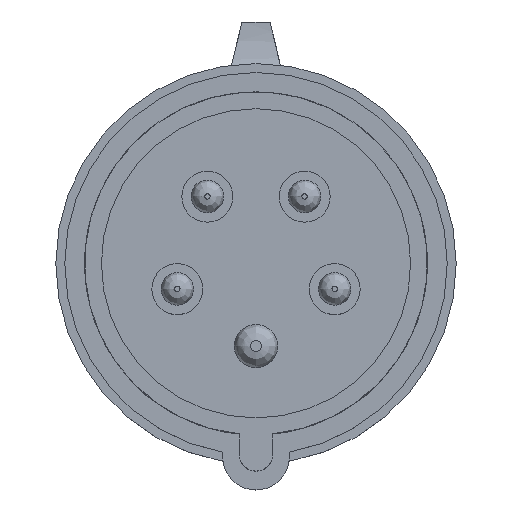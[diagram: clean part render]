
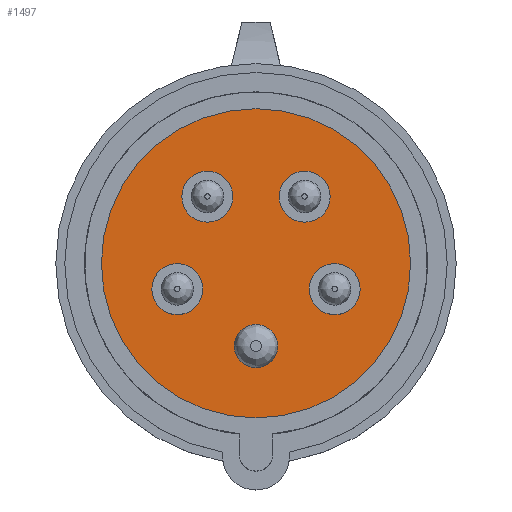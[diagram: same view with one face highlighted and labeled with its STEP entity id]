
A CAD part, top view. The second image highlights one B-rep face of the part: STEP entity #1497.
In plain terms, the highlighted planar face has unit normal (0, 0, 1).
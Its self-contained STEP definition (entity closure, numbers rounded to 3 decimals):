
#585=PLANE('',#9769);
#1019=FACE_OUTER_BOUND('',#4428,.T.);
#1497=ADVANCED_FACE('',(#1019),#585,.T.);
#4428=EDGE_LOOP('',(#6940));
#6940=ORIENTED_EDGE('',*,*,#9039,.T.);
#7785=VERTEX_POINT('',#14793);
#9039=EDGE_CURVE('',#7785,#7785,#9162,.T.);
#9162=CIRCLE('',#9751,31.1);
#9751=AXIS2_PLACEMENT_3D('',#14792,#12059,#12060);
#9769=AXIS2_PLACEMENT_3D('',#14821,#12097,#12098);
#12059=DIRECTION('',(0.,0.,1.));
#12060=DIRECTION('',(1.,0.,0.));
#12097=DIRECTION('',(0.,0.,1.));
#12098=DIRECTION('',(1.,0.,0.));
#14792=CARTESIAN_POINT('',(0.,0.,-309.));
#14793=CARTESIAN_POINT('',(31.1,0.,-309.));
#14821=CARTESIAN_POINT('',(0.,0.,-309.));
